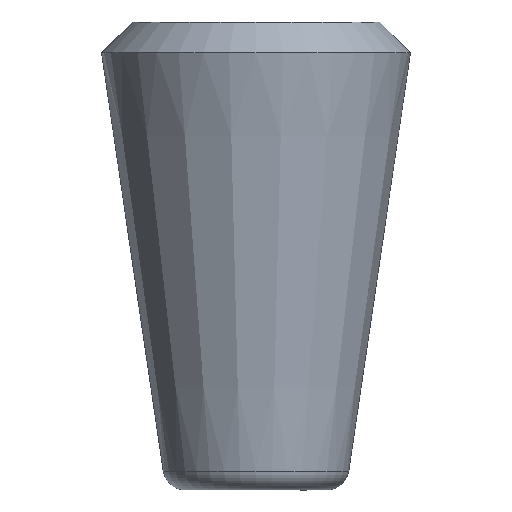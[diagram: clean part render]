
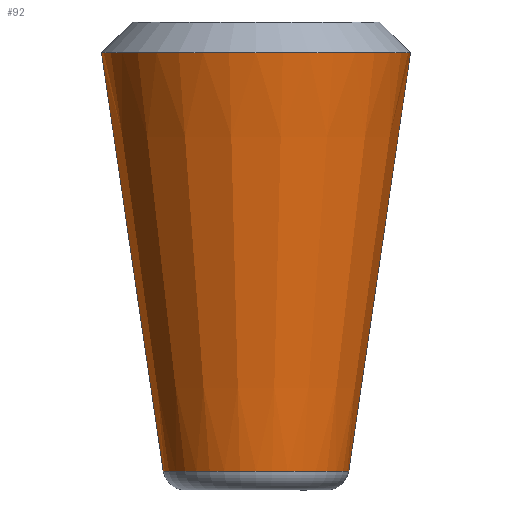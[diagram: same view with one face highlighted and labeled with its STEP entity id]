
A CAD part, front view. The second image highlights one B-rep face of the part: STEP entity #92.
In plain terms, the highlighted conical face has half-angle 8.407 degrees and reference radius 14 mm.
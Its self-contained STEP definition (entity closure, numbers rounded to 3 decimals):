
#86=VERTEX_POINT('',#223);
#92=ADVANCED_FACE('',(#230),#231,.T.);
#124=VERTEX_POINT('',#267);
#144=VERTEX_POINT('',#288);
#148=EDGE_CURVE('',#86,#202,#293,.T.);
#166=EDGE_CURVE('',#124,#144,#314,.T.);
#172=EDGE_CURVE('',#86,#144,#320,.T.);
#188=EDGE_CURVE('',#202,#124,#338,.T.);
#202=VERTEX_POINT('',#354);
#223=CARTESIAN_POINT('',(17.5,0.,49.5));
#230=FACE_OUTER_BOUND('',#373,.T.);
#231=CONICAL_SURFACE('',#374,14.0,0.147);
#267=CARTESIAN_POINT('',(-10.5,0.,2.135));
#288=CARTESIAN_POINT('',(-17.5,0.,49.5));
#293=LINE('',#451,#452);
#314=LINE('',#478,#479);
#320=CIRCLE('',#489,17.5);
#338=CIRCLE('',#514,10.5);
#354=CARTESIAN_POINT('',(10.5,0.,2.135));
#373=EDGE_LOOP('',(#555,#556,#557,#558));
#374=AXIS2_PLACEMENT_3D('',#559,#560,#561);
#451=CARTESIAN_POINT('',(14.,0.,25.817));
#452=VECTOR('',#641,1.0);
#478=CARTESIAN_POINT('',(-14.,0.,25.817));
#479=VECTOR('',#664,1.0);
#489=AXIS2_PLACEMENT_3D('',#669,#670,#671);
#514=AXIS2_PLACEMENT_3D('',#695,#696,#697);
#555=ORIENTED_EDGE('',*,*,#148,.F.);
#556=ORIENTED_EDGE('',*,*,#172,.T.);
#557=ORIENTED_EDGE('',*,*,#166,.F.);
#558=ORIENTED_EDGE('',*,*,#188,.F.);
#559=CARTESIAN_POINT('',(0.,0.,25.817));
#560=DIRECTION('',(-0.0,-0.0,1.0));
#561=DIRECTION('',(1.0,0.,0.0));
#641=DIRECTION('',(-0.146,0.,-0.989));
#664=DIRECTION('',(-0.146,0.,0.989));
#669=CARTESIAN_POINT('',(0.,0.,49.5));
#670=DIRECTION('',(0.0,0.0,-1.0));
#671=DIRECTION('',(1.0,0.,0.0));
#695=CARTESIAN_POINT('',(0.,0.,2.135));
#696=DIRECTION('',(0.0,0.0,-1.0));
#697=DIRECTION('',(1.0,0.,0.0));
